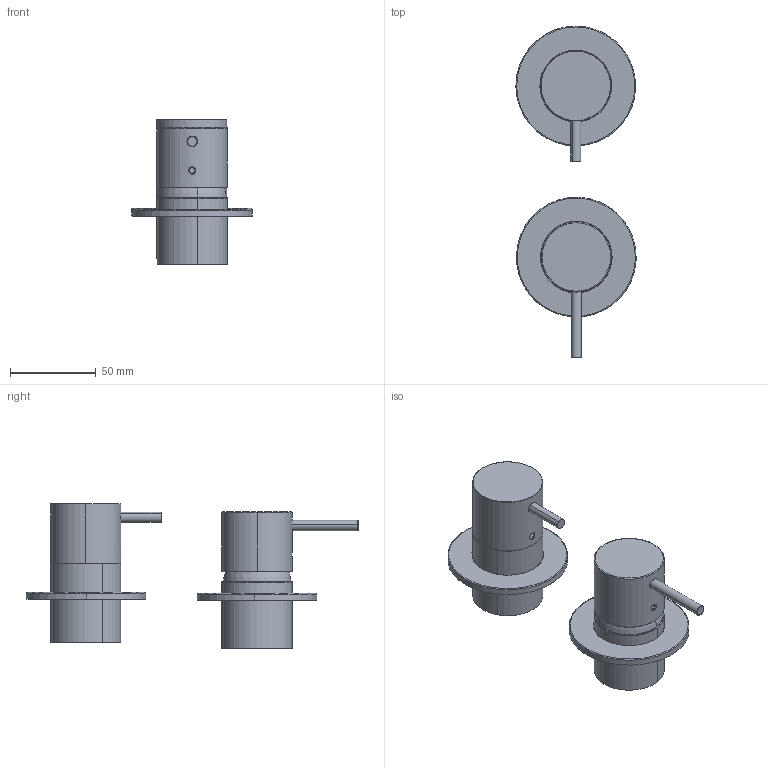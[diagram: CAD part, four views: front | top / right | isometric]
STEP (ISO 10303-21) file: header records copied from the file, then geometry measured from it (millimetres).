
FILE_DESCRIPTION (( 'STEP AP214' ), '1' );
FILE_NAME ('C35.0021 3D.STEP', '2023-01-19T14:48:58', ( '' ), ( '' ), 'SwSTEP 2.0', 'SolidWorks 2022', '' );
FILE_SCHEMA (( 'AUTOMOTIVE_DESIGN' ));
Length unit declared in the file: millimetre
Products named in the file (9): 0039.015.00.STEP; 0039.009.00.STEP; 0044.000.23.STEP; C35.0021 3D; 0057.003.00.STEP; Pomulo _6.STEP; C35.0021.STEP; MCTPROJ-0200-CAMPANULA_P_MANIPULO__41x24MM_ESTRIADO.STEP; 0039.007.00.STEP
Assembly tree (9 placements, depth 3):
  C35.0021 3D
    C35.0021.STEP
      Pomulo _6.STEP
      0039.007.00.STEP
      0039.009.00.STEP
      0044.000.23.STEP
      MCTPROJ-0200-CAMPANULA_P_MANIPULO__41x24MM_ESTRIADO.STEP
      0057.003.00.STEP
      0039.015.00.STEP  x2
Bounding box: 70.29 x 194 x 84.7 mm (x, y, z)
Volume: 78718 mm3; surface area: 67768.2 mm2
Topology: 8 solids, 8 shells, 262 faces, 631 edges, 392 vertices
Faces by surface type: plane 102, cylinder 88, cone 50, torus 22
Entity records: 8319 total; most frequent: CARTESIAN_POINT 2230, DIRECTION 1299, ORIENTED_EDGE 1150, EDGE_CURVE 575, AXIS2_PLACEMENT_3D 511, VERTEX_POINT 364, LINE 277, VECTOR 277
